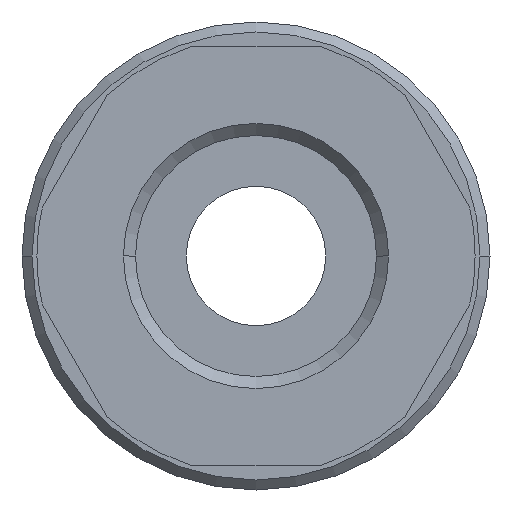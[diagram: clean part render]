
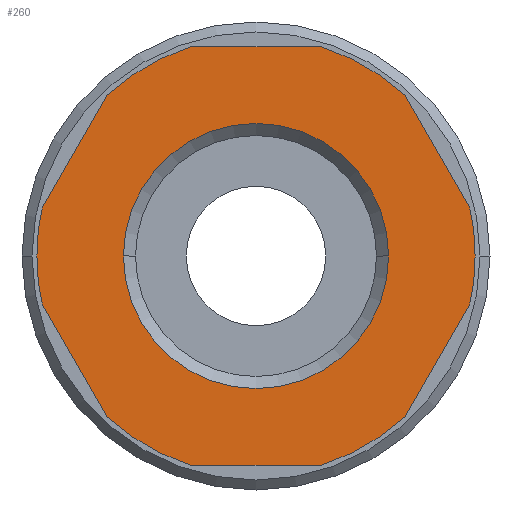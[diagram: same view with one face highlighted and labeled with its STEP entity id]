
A CAD part, front view. The second image highlights one B-rep face of the part: STEP entity #260.
In plain terms, the highlighted planar face has unit normal (0, -1, 0).
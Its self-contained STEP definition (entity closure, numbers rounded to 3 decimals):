
#260=ADVANCED_FACE('',(#545,#546),#547,.T.);
#545=FACE_BOUND('',#850,.T.);
#546=FACE_OUTER_BOUND('',#851,.T.);
#547=PLANE('',#852);
#850=EDGE_LOOP('',(#1507,#1508));
#851=EDGE_LOOP('',(#1509,#1510,#1511,#1512,#1513,#1514,#1515,#1516,#1517,#1518,#1519,#1520,#1521,#1522));
#852=AXIS2_PLACEMENT_3D('',#1523,#1524,#1525);
#1507=ORIENTED_EDGE('',*,*,#1879,.T.);
#1508=ORIENTED_EDGE('',*,*,#1877,.T.);
#1509=ORIENTED_EDGE('',*,*,#1963,.F.);
#1510=ORIENTED_EDGE('',*,*,#1990,.F.);
#1511=ORIENTED_EDGE('',*,*,#1968,.F.);
#1512=ORIENTED_EDGE('',*,*,#1991,.F.);
#1513=ORIENTED_EDGE('',*,*,#1973,.F.);
#1514=ORIENTED_EDGE('',*,*,#1992,.F.);
#1515=ORIENTED_EDGE('',*,*,#1823,.F.);
#1516=ORIENTED_EDGE('',*,*,#1978,.F.);
#1517=ORIENTED_EDGE('',*,*,#1993,.F.);
#1518=ORIENTED_EDGE('',*,*,#1982,.F.);
#1519=ORIENTED_EDGE('',*,*,#1994,.F.);
#1520=ORIENTED_EDGE('',*,*,#1986,.F.);
#1521=ORIENTED_EDGE('',*,*,#1816,.F.);
#1522=ORIENTED_EDGE('',*,*,#1995,.F.);
#1523=CARTESIAN_POINT('',(5.5,0.0,0.0));
#1524=DIRECTION('',(-0.0,-1.0,-0.0));
#1525=DIRECTION('',(-1.0,0.0,0.0));
#1816=EDGE_CURVE('',#2164,#2167,#2168,.T.);
#1823=EDGE_CURVE('',#2178,#2174,#2180,.T.);
#1877=EDGE_CURVE('',#2269,#2271,#2273,.T.);
#1879=EDGE_CURVE('',#2271,#2269,#2275,.T.);
#1963=EDGE_CURVE('',#2375,#2377,#2378,.T.);
#1968=EDGE_CURVE('',#2384,#2386,#2387,.T.);
#1973=EDGE_CURVE('',#2393,#2395,#2396,.T.);
#1978=EDGE_CURVE('',#2402,#2178,#2404,.T.);
#1982=EDGE_CURVE('',#2408,#2410,#2411,.T.);
#1986=EDGE_CURVE('',#2167,#2416,#2417,.T.);
#1990=EDGE_CURVE('',#2386,#2375,#2422,.T.);
#1991=EDGE_CURVE('',#2395,#2384,#2423,.T.);
#1992=EDGE_CURVE('',#2174,#2393,#2424,.T.);
#1993=EDGE_CURVE('',#2410,#2402,#2425,.T.);
#1994=EDGE_CURVE('',#2416,#2408,#2426,.T.);
#1995=EDGE_CURVE('',#2377,#2164,#2427,.T.);
#2164=VERTEX_POINT('',#2628);
#2167=VERTEX_POINT('',#2632);
#2168=CIRCLE('',#2633,11.0);
#2174=VERTEX_POINT('',#2640);
#2178=VERTEX_POINT('',#2645);
#2180=CIRCLE('',#2648,11.0);
#2269=VERTEX_POINT('',#2797);
#2271=VERTEX_POINT('',#2800);
#2273=CIRCLE('',#2803,6.655);
#2275=CIRCLE('',#2805,6.655);
#2375=VERTEX_POINT('',#3131);
#2377=VERTEX_POINT('',#3134);
#2378=LINE('',#3135,#3136);
#2384=VERTEX_POINT('',#3144);
#2386=VERTEX_POINT('',#3147);
#2387=LINE('',#3148,#3149);
#2393=VERTEX_POINT('',#3157);
#2395=VERTEX_POINT('',#3160);
#2396=LINE('',#3161,#3162);
#2402=VERTEX_POINT('',#3170);
#2404=LINE('',#3173,#3174);
#2408=VERTEX_POINT('',#3179);
#2410=VERTEX_POINT('',#3182);
#2411=LINE('',#3183,#3184);
#2416=VERTEX_POINT('',#3191);
#2417=LINE('',#3192,#3193);
#2422=CIRCLE('',#3200,11.0);
#2423=CIRCLE('',#3201,11.0);
#2424=CIRCLE('',#3202,11.0);
#2425=CIRCLE('',#3203,11.0);
#2426=CIRCLE('',#3204,11.0);
#2427=CIRCLE('',#3205,11.0);
#2628=CARTESIAN_POINT('',(11.0,0.0,0.));
#2632=CARTESIAN_POINT('',(10.733,0.0,-2.411));
#2633=AXIS2_PLACEMENT_3D('',#3366,#3367,#3368);
#2640=CARTESIAN_POINT('',(-11.0,0.0,0.));
#2645=CARTESIAN_POINT('',(-10.733,0.0,-2.411));
#2648=AXIS2_PLACEMENT_3D('',#3378,#3379,#3380);
#2797=CARTESIAN_POINT('',(6.655,0.0,0.));
#2800=CARTESIAN_POINT('',(-6.655,0.0,0.));
#2803=AXIS2_PLACEMENT_3D('',#3456,#3457,#3458);
#2805=AXIS2_PLACEMENT_3D('',#3459,#3460,#3461);
#3131=CARTESIAN_POINT('',(7.454,0.0,8.089));
#3134=CARTESIAN_POINT('',(10.733,0.0,2.411));
#3135=CARTESIAN_POINT('',(9.781,0.0,4.059));
#3136=VECTOR('',#3541,1.0);
#3144=CARTESIAN_POINT('',(-3.279,0.0,10.5));
#3147=CARTESIAN_POINT('',(3.279,0.0,10.5));
#3148=CARTESIAN_POINT('',(2.75,0.0,10.5));
#3149=VECTOR('',#3545,1.0);
#3157=CARTESIAN_POINT('',(-10.733,0.0,2.411));
#3160=CARTESIAN_POINT('',(-7.454,0.0,8.089));
#3161=CARTESIAN_POINT('',(-8.406,0.0,6.441));
#3162=VECTOR('',#3549,1.0);
#3170=CARTESIAN_POINT('',(-7.454,0.0,-8.089));
#3173=CARTESIAN_POINT('',(-8.406,0.0,-6.441));
#3174=VECTOR('',#3553,1.0);
#3179=CARTESIAN_POINT('',(3.279,0.0,-10.5));
#3182=CARTESIAN_POINT('',(-3.279,0.0,-10.5));
#3183=CARTESIAN_POINT('',(2.75,0.0,-10.5));
#3184=VECTOR('',#3556,1.0);
#3191=CARTESIAN_POINT('',(7.454,0.0,-8.089));
#3192=CARTESIAN_POINT('',(9.781,0.0,-4.059));
#3193=VECTOR('',#3559,1.0);
#3200=AXIS2_PLACEMENT_3D('',#3562,#3563,#3564);
#3201=AXIS2_PLACEMENT_3D('',#3565,#3566,#3567);
#3202=AXIS2_PLACEMENT_3D('',#3568,#3569,#3570);
#3203=AXIS2_PLACEMENT_3D('',#3571,#3572,#3573);
#3204=AXIS2_PLACEMENT_3D('',#3574,#3575,#3576);
#3205=AXIS2_PLACEMENT_3D('',#3577,#3578,#3579);
#3366=CARTESIAN_POINT('',(0.0,0.0,0.0));
#3367=DIRECTION('',(-0.0,1.0,0.0));
#3368=DIRECTION('',(1.0,0.0,0.0));
#3378=CARTESIAN_POINT('',(0.0,0.0,0.0));
#3379=DIRECTION('',(-0.0,1.0,0.0));
#3380=DIRECTION('',(1.0,0.0,0.0));
#3456=CARTESIAN_POINT('',(0.0,0.0,0.0));
#3457=DIRECTION('',(-0.0,1.0,0.0));
#3458=DIRECTION('',(1.0,0.0,0.0));
#3459=CARTESIAN_POINT('',(0.0,0.0,0.0));
#3460=DIRECTION('',(-0.0,1.0,0.0));
#3461=DIRECTION('',(1.0,0.0,0.0));
#3541=DIRECTION('',(0.5,0.0,-0.866));
#3545=DIRECTION('',(1.0,-0.0,0.));
#3549=DIRECTION('',(0.5,-0.0,0.866));
#3553=DIRECTION('',(-0.5,0.0,0.866));
#3556=DIRECTION('',(-1.0,0.0,0.0));
#3559=DIRECTION('',(-0.5,0.0,-0.866));
#3562=CARTESIAN_POINT('',(0.0,0.0,0.0));
#3563=DIRECTION('',(-0.0,1.0,0.0));
#3564=DIRECTION('',(1.0,0.0,0.0));
#3565=CARTESIAN_POINT('',(0.0,0.0,0.0));
#3566=DIRECTION('',(-0.0,1.0,0.0));
#3567=DIRECTION('',(1.0,0.0,0.0));
#3568=CARTESIAN_POINT('',(0.0,0.0,0.0));
#3569=DIRECTION('',(-0.0,1.0,0.0));
#3570=DIRECTION('',(1.0,0.0,0.0));
#3571=CARTESIAN_POINT('',(0.0,0.0,0.0));
#3572=DIRECTION('',(-0.0,1.0,0.0));
#3573=DIRECTION('',(1.0,0.0,0.0));
#3574=CARTESIAN_POINT('',(0.0,0.0,0.0));
#3575=DIRECTION('',(-0.0,1.0,0.0));
#3576=DIRECTION('',(1.0,0.0,0.0));
#3577=CARTESIAN_POINT('',(0.0,0.0,0.0));
#3578=DIRECTION('',(-0.0,1.0,0.0));
#3579=DIRECTION('',(1.0,0.0,0.0));
